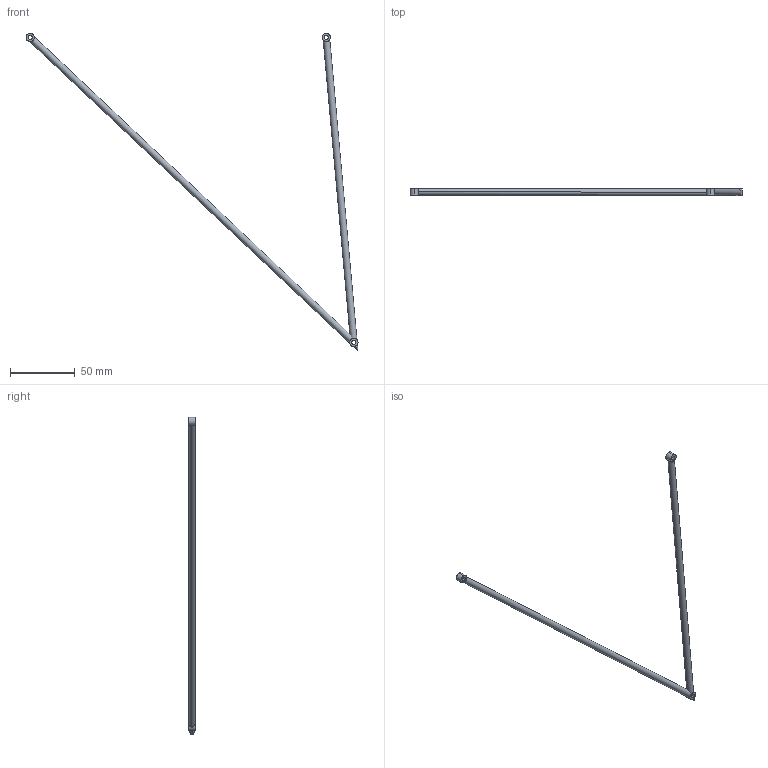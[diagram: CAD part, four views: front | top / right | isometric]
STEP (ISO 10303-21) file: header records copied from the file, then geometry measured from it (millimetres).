
FILE_DESCRIPTION (( 'STEP AP203' ), '1' );
FILE_NAME ('Rear Lower Control Arms(For Sim)_Default_sldprt.STEP', '2022-10-03T14:25:18', ( '' ), ( '' ), 'SwSTEP 2.0', 'SolidWorks 2021', '' );
FILE_SCHEMA (( 'CONFIG_CONTROL_DESIGN' ));
Length unit declared in the file: inch
Products named in the file (1): Rear Lower Control Arms(For Sim)_Default_sldprt
Bounding box: 256.29 x 5.08 x 245.08 mm (x, y, z)
Volume: 11878.9 mm3; surface area: 9597.1 mm2
Topology: 1 solids, 1 shells, 34 faces, 86 edges, 54 vertices
Faces by surface type: cylinder 28, plane 6
Entity records: 1337 total; most frequent: CARTESIAN_POINT 467, ORIENTED_EDGE 172, DIRECTION 156, EDGE_CURVE 86, AXIS2_PLACEMENT_3D 67, VERTEX_POINT 54, EDGE_LOOP 40, FACE_OUTER_BOUND 34
